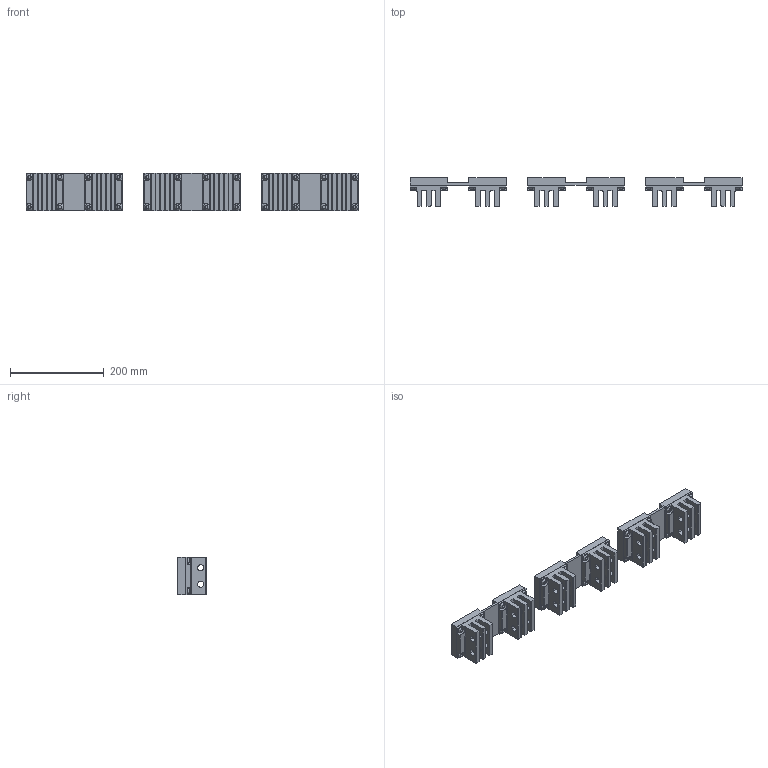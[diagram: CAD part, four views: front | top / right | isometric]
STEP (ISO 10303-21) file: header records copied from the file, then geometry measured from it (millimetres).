
FILE_DESCRIPTION(('CATIA V5 STEP Exchange'),'2;1');
FILE_NAME('1SDH001252R0234_1PA_001_01_E6.2_III_F_TERMINALS_VR_LOWER_6300A.stp','2014-03-06T08:36:30+00:00',('none'),('none'),'CATIA Version 5 Release 20 SP 5 (IN-10)','CATIA V5 STEP AP214','none');
FILE_SCHEMA(('AUTOMOTIVE_DESIGN { 1 0 10303 214 1 1 1 1 }'));
Length unit declared in the file: millimetre
Products named in the file (1): 1SDH001252R0234_1PA_001_01_E6.2_III_F_TERMINALS_VR_LOWER_6300A
Bounding box: 710 x 61 x 80 mm (x, y, z)
Volume: 1478386.6 mm3; surface area: 376176 mm2
Topology: 33 solids, 33 shells, 1050 faces, 2640 edges, 1728 vertices
Faces by surface type: cylinder 480, plane 474, revolution 48, torus 48
Entity records: 30127 total; most frequent: CARTESIAN_POINT 5683, ORIENTED_EDGE 5280, DIRECTION 4008, EDGE_CURVE 2640, AXIS2_PLACEMENT_3D 1807, VERTEX_POINT 1728, VECTOR 1452, LINE 1452
